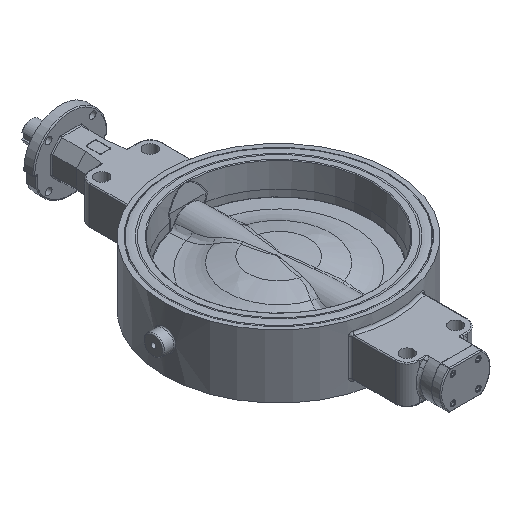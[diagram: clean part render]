
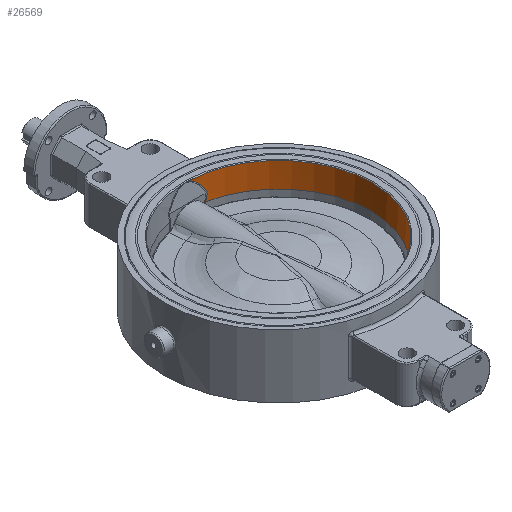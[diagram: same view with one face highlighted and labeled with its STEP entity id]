
A CAD part, isometric view. The second image highlights one B-rep face of the part: STEP entity #26569.
In plain terms, the highlighted conical face has half-angle 2.545 degrees and reference radius 187.904 mm.
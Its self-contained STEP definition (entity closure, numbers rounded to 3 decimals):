
#25429=CARTESIAN_POINT('',(-63.067,187.861,5.312));
#25430=VERTEX_POINT('',#25429);
#25458=CARTESIAN_POINT('',(-30.373,182.264,39.443));
#25459=VERTEX_POINT('',#25458);
#25470=CARTESIAN_POINT('',(-30.373,182.264,39.443));
#25471=CARTESIAN_POINT('',(-49.486,185.537,28.335));
#25472=CARTESIAN_POINT('',(-60.491,187.42,16.849));
#25473=CARTESIAN_POINT('',(-63.067,187.861,5.312));
#25474=B_SPLINE_CURVE_WITH_KNOTS('',3,(#25470,#25471,#25472,#25473),.UNSPECIFIED.,.F.,.U.,(4,4),(-0.28,-0.037),.UNSPECIFIED.);
#25475=EDGE_CURVE('',#25459,#25430,#25474,.T.);
#25507=CARTESIAN_POINT('',(-15.0,182.302,35.883));
#25508=VERTEX_POINT('',#25507);
#25516=CARTESIAN_POINT('',(-15.,182.302,35.883));
#25517=CARTESIAN_POINT('',(-20.118,182.289,37.125));
#25518=CARTESIAN_POINT('',(-25.24,182.277,38.307));
#25519=CARTESIAN_POINT('',(-30.373,182.264,39.443));
#25520=B_SPLINE_CURVE_WITH_KNOTS('',3,(#25516,#25517,#25518,#25519),.UNSPECIFIED.,.F.,.U.,(4,4),(-5.875,-4.301),.UNSPECIFIED.);
#25521=EDGE_CURVE('',#25508,#25459,#25520,.T.);
#25897=CARTESIAN_POINT('',(-63.067,-187.861,5.312));
#25898=VERTEX_POINT('',#25897);
#25899=CARTESIAN_POINT('',(-63.067,0.0,0.));
#25900=DIRECTION('',(1.0,0.0,0.0));
#25901=DIRECTION('',(0.0,1.0,0.0));
#25902=AXIS2_PLACEMENT_3D('',#25899,#25900,#25901);
#25903=CIRCLE('',#25902,187.936);
#25904=EDGE_CURVE('',#25430,#25898,#25903,.T.);
#26116=CARTESIAN_POINT('',(-30.373,-182.264,39.443));
#26117=VERTEX_POINT('',#26116);
#26118=CARTESIAN_POINT('',(-63.067,-187.861,5.312));
#26119=CARTESIAN_POINT('',(-60.491,-187.42,16.849));
#26120=CARTESIAN_POINT('',(-49.486,-185.537,28.335));
#26121=CARTESIAN_POINT('',(-30.373,-182.264,39.443));
#26122=B_SPLINE_CURVE_WITH_KNOTS('',3,(#26118,#26119,#26120,#26121),.UNSPECIFIED.,.F.,.U.,(4,4),(0.037,0.28),.UNSPECIFIED.);
#26123=EDGE_CURVE('',#25898,#26117,#26122,.T.);
#26190=CARTESIAN_POINT('',(-15.0,-182.302,35.883));
#26191=VERTEX_POINT('',#26190);
#26192=CARTESIAN_POINT('',(-30.373,-182.264,39.443));
#26193=CARTESIAN_POINT('',(-25.239,-182.277,38.306));
#26194=CARTESIAN_POINT('',(-20.115,-182.289,37.125));
#26195=CARTESIAN_POINT('',(-15.,-182.302,35.883));
#26196=B_SPLINE_CURVE_WITH_KNOTS('',3,(#26192,#26193,#26194,#26195),.UNSPECIFIED.,.F.,.U.,(4,4),(-7.326,-5.752),.UNSPECIFIED.);
#26197=EDGE_CURVE('',#26117,#26191,#26196,.T.);
#26550=CARTESIAN_POINT('',(-62.34,0.0,0.0));
#26551=DIRECTION('',(-1.0,0.0,0.0));
#26552=DIRECTION('',(0.0,-1.0,0.0));
#26553=AXIS2_PLACEMENT_3D('',#26550,#26551,#26552);
#26554=CONICAL_SURFACE('',#26553,187.904,2.545);
#26555=ORIENTED_EDGE('',*,*,#25521,.F.);
#26556=CARTESIAN_POINT('',(-15.0,0.0,0.0));
#26557=DIRECTION('',(-1.0,0.0,0.0));
#26558=DIRECTION('',(0.0,-1.0,0.0));
#26559=AXIS2_PLACEMENT_3D('',#26556,#26557,#26558);
#26560=CIRCLE('',#26559,185.8);
#26561=EDGE_CURVE('',#26191,#25508,#26560,.T.);
#26562=ORIENTED_EDGE('',*,*,#26561,.F.);
#26563=ORIENTED_EDGE('',*,*,#26197,.F.);
#26564=ORIENTED_EDGE('',*,*,#26123,.F.);
#26565=ORIENTED_EDGE('',*,*,#25904,.F.);
#26566=ORIENTED_EDGE('',*,*,#25475,.F.);
#26567=EDGE_LOOP('',(#26555,#26562,#26563,#26564,#26565,#26566));
#26568=FACE_OUTER_BOUND('',#26567,.T.);
#26569=ADVANCED_FACE('',(#26568),#26554,.F.);
